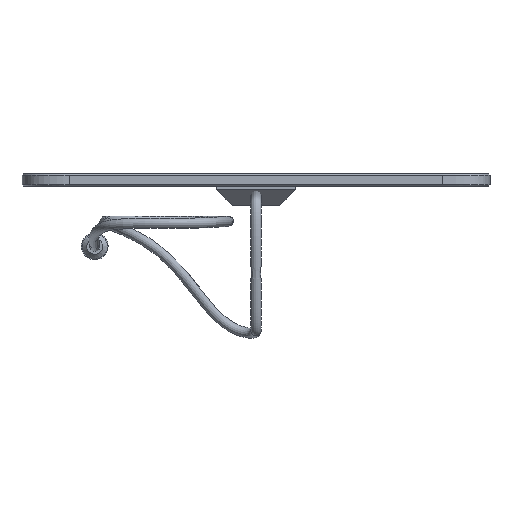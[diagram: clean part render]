
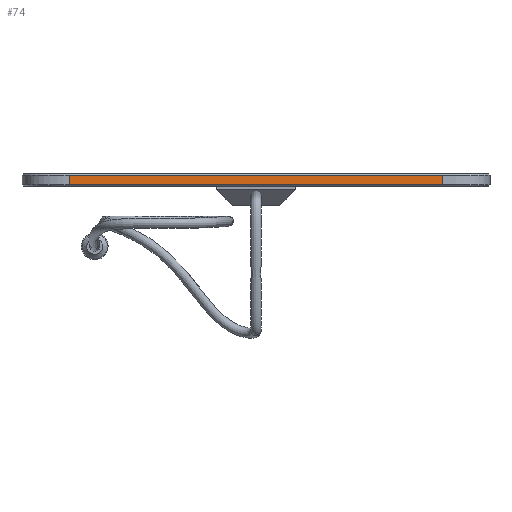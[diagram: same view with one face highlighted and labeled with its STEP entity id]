
A CAD part, front view. The second image highlights one B-rep face of the part: STEP entity #74.
In plain terms, the highlighted planar face has unit normal (0, -1, 0).
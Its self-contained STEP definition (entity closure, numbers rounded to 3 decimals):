
#74=ADVANCED_FACE('',(#187),#1173,.T.);
#187=FACE_OUTER_BOUND('',#279,.T.);
#279=EDGE_LOOP('',(#533,#534,#535,#536));
#533=ORIENTED_EDGE('',*,*,#729,.T.);
#534=ORIENTED_EDGE('',*,*,#780,.T.);
#535=ORIENTED_EDGE('',*,*,#749,.F.);
#536=ORIENTED_EDGE('',*,*,#782,.T.);
#729=EDGE_CURVE('',#1060,#1056,#885,.T.);
#749=EDGE_CURVE('',#1076,#1072,#901,.T.);
#780=EDGE_CURVE('',#1056,#1072,#920,.T.);
#782=EDGE_CURVE('',#1076,#1060,#922,.T.);
#885=B_SPLINE_CURVE_WITH_KNOTS('',1,(#2079,#2080),.UNSPECIFIED.,.F.,.F.,
(2,2),(0.,118.),.UNSPECIFIED.);
#901=B_SPLINE_CURVE_WITH_KNOTS('',1,(#2159,#2160),.UNSPECIFIED.,.F.,.F.,
(2,2),(0.,118.),.UNSPECIFIED.);
#920=B_SPLINE_CURVE_WITH_KNOTS('',3,(#2315,#2316,#2317,#2318),
 .UNSPECIFIED.,.F.,.F.,(4,4),(0.001,0.004),
 .UNSPECIFIED.);
#922=B_SPLINE_CURVE_WITH_KNOTS('',3,(#2323,#2324,#2325,#2326),
 .UNSPECIFIED.,.F.,.F.,(4,4),(0.,0.003),
 .UNSPECIFIED.);
#1056=VERTEX_POINT('',#2016);
#1060=VERTEX_POINT('',#2020);
#1072=VERTEX_POINT('',#2032);
#1076=VERTEX_POINT('',#2036);
#1173=PLANE('',#1310);
#1310=AXIS2_PLACEMENT_3D('',#2002,#1366,$);
#1366=DIRECTION('',(0.,-1.,0.));
#2002=CARTESIAN_POINT('',(-670.86,-111.7,-591.46));
#2016=CARTESIAN_POINT('',(59.,-111.7,9.5));
#2020=CARTESIAN_POINT('',(-59.,-111.7,9.5));
#2032=CARTESIAN_POINT('',(59.,-111.7,12.5));
#2036=CARTESIAN_POINT('',(-59.,-111.7,12.5));
#2079=CARTESIAN_POINT('',(-59.,-111.7,9.5));
#2080=CARTESIAN_POINT('',(59.,-111.7,9.5));
#2159=CARTESIAN_POINT('',(-59.,-111.7,12.5));
#2160=CARTESIAN_POINT('',(59.,-111.7,12.5));
#2315=CARTESIAN_POINT('',(59.,-111.7,9.5));
#2316=CARTESIAN_POINT('',(59.,-111.7,10.5));
#2317=CARTESIAN_POINT('',(59.,-111.7,11.5));
#2318=CARTESIAN_POINT('',(59.,-111.7,12.5));
#2323=CARTESIAN_POINT('',(-59.,-111.7,12.5));
#2324=CARTESIAN_POINT('',(-59.,-111.7,11.5));
#2325=CARTESIAN_POINT('',(-59.,-111.7,10.5));
#2326=CARTESIAN_POINT('',(-59.,-111.7,9.5));
